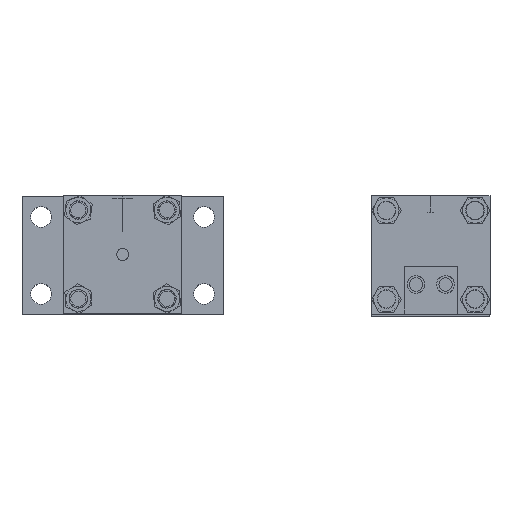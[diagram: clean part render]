
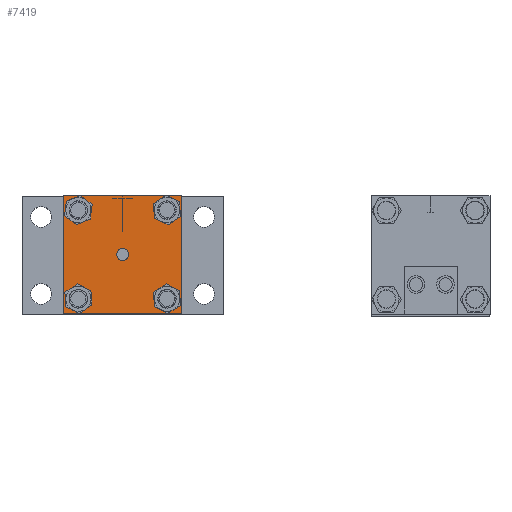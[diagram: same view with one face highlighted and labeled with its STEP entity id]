
A CAD part, top view. The second image highlights one B-rep face of the part: STEP entity #7419.
In plain terms, the highlighted planar face has unit normal (0, 0, 1).
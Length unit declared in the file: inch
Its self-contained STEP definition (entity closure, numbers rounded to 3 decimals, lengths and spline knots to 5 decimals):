
#2 = CARTESIAN_POINT ( 'NONE',  ( 4.77646, 9.26306, 0.5 ) ) ;
#60 = EDGE_CURVE ( 'NONE', #10735, #8766, #4323, .T. ) ;
#109 = CARTESIAN_POINT ( 'NONE',  ( 4.77646, 7.39306, 0.5 ) ) ;
#193 = EDGE_CURVE ( 'NONE', #10735, #1431, #5899, .T. ) ;
#266 = VERTEX_POINT ( 'NONE', #2 ) ;
#362 = FACE_BOUND ( 'NONE', #2093, .T. ) ;
#455 = PLANE ( 'NONE',  #9741 ) ;
#562 = EDGE_LOOP ( 'NONE', ( #7957, #8410 ) ) ;
#573 = VECTOR ( 'NONE', #7812, 39.37008 ) ;
#575 = DIRECTION ( 'NONE',  ( 1., 0., 0. ) ) ;
#595 = ORIENTED_EDGE ( 'NONE', *, *, #60, .T. ) ;
#740 = CIRCLE ( 'NONE', #1947, 0.188 ) ;
#943 = CARTESIAN_POINT ( 'NONE',  ( 6.83446, 7.39306, 0.5 ) ) ;
#1001 = VERTEX_POINT ( 'NONE', #109 ) ;
#1127 = DIRECTION ( 'NONE',  ( 1., 0., 0. ) ) ;
#1259 = DIRECTION ( 'NONE',  ( 1., 0., 0. ) ) ;
#1295 = FACE_BOUND ( 'NONE', #10928, .T. ) ;
#1341 = VERTEX_POINT ( 'NONE', #11740 ) ;
#1343 = CARTESIAN_POINT ( 'NONE',  ( 4.96446, 7.39306, 0.5 ) ) ;
#1431 = VERTEX_POINT ( 'NONE', #11169 ) ;
#1494 = DIRECTION ( 'NONE',  ( 1., 0., 0. ) ) ;
#1679 = VECTOR ( 'NONE', #12732, 39.37008 ) ;
#1685 = ORIENTED_EDGE ( 'NONE', *, *, #6269, .F. ) ;
#1694 = AXIS2_PLACEMENT_3D ( 'NONE', #7713, #12702, #1736 ) ;
#1729 = EDGE_CURVE ( 'NONE', #3718, #6705, #8070, .T. ) ;
#1736 = DIRECTION ( 'NONE',  ( 1., 0., 0. ) ) ;
#1752 = CARTESIAN_POINT ( 'NONE',  ( 5.15246, 7.39306, 0.5 ) ) ;
#1947 = AXIS2_PLACEMENT_3D ( 'NONE', #10370, #8377, #2376 ) ;
#2093 = EDGE_LOOP ( 'NONE', ( #10697, #1685 ) ) ;
#2189 = CIRCLE ( 'NONE', #5971, 0.188 ) ;
#2260 = DIRECTION ( 'NONE',  ( 0., 0., 1. ) ) ;
#2362 = VERTEX_POINT ( 'NONE', #1752 ) ;
#2376 = DIRECTION ( 'NONE',  ( 1., 0., 0. ) ) ;
#2493 = CIRCLE ( 'NONE', #1694, 0.188 ) ;
#2733 = AXIS2_PLACEMENT_3D ( 'NONE', #6580, #6533, #7510 ) ;
#2926 = LINE ( 'NONE', #9512, #6369 ) ;
#3017 = FACE_BOUND ( 'NONE', #8468, .T. ) ;
#3041 = EDGE_CURVE ( 'NONE', #5242, #8870, #4835, .T. ) ;
#3122 = ORIENTED_EDGE ( 'NONE', *, *, #9350, .F. ) ;
#3644 = CARTESIAN_POINT ( 'NONE',  ( 4.96446, 7.39306, 0.5 ) ) ;
#3690 = CARTESIAN_POINT ( 'NONE',  ( 4.64946, 5.57249, 0.5 ) ) ;
#3718 = VERTEX_POINT ( 'NONE', #11283 ) ;
#3766 = AXIS2_PLACEMENT_3D ( 'NONE', #6845, #10877, #9750 ) ;
#3848 = VECTOR ( 'NONE', #5555, 39.37008 ) ;
#4036 = ORIENTED_EDGE ( 'NONE', *, *, #11546, .F. ) ;
#4093 = DIRECTION ( 'NONE',  ( 0., 0., 1. ) ) ;
#4199 = CIRCLE ( 'NONE', #2733, 0.188 ) ;
#4323 = LINE ( 'NONE', #3690, #1679 ) ;
#4371 = EDGE_CURVE ( 'NONE', #1431, #1341, #2926, .T. ) ;
#4395 = EDGE_CURVE ( 'NONE', #6705, #3718, #740, .T. ) ;
#4438 = DIRECTION ( 'NONE',  ( 0., 0., 1. ) ) ;
#4441 = AXIS2_PLACEMENT_3D ( 'NONE', #3644, #4455, #1494 ) ;
#4455 = DIRECTION ( 'NONE',  ( 0., 0., 1. ) ) ;
#4664 = CIRCLE ( 'NONE', #9079, 0.188 ) ;
#4835 = CIRCLE ( 'NONE', #7071, 0.12655 ) ;
#4984 = EDGE_LOOP ( 'NONE', ( #11416, #595, #5694, #8031 ) ) ;
#4987 = CARTESIAN_POINT ( 'NONE',  ( 7.02246, 9.26306, 0.5 ) ) ;
#5003 = ORIENTED_EDGE ( 'NONE', *, *, #10167, .F. ) ;
#5242 = VERTEX_POINT ( 'NONE', #7311 ) ;
#5271 = DIRECTION ( 'NONE',  ( 0., 0., 1. ) ) ;
#5275 = CARTESIAN_POINT ( 'NONE',  ( 6.83446, 9.26306, 0.5 ) ) ;
#5392 = DIRECTION ( 'NONE',  ( 0., -1., 0. ) ) ;
#5401 = EDGE_CURVE ( 'NONE', #8766, #1341, #11086, .T. ) ;
#5555 = DIRECTION ( 'NONE',  ( 1., 0., 0. ) ) ;
#5692 = FACE_BOUND ( 'NONE', #11680, .T. ) ;
#5694 = ORIENTED_EDGE ( 'NONE', *, *, #5401, .T. ) ;
#5793 = VERTEX_POINT ( 'NONE', #11144 ) ;
#5892 = DIRECTION ( 'NONE',  ( 1., 0., 0. ) ) ;
#5899 = LINE ( 'NONE', #9862, #573 ) ;
#5971 = AXIS2_PLACEMENT_3D ( 'NONE', #943, #4093, #12037 ) ;
#6073 = ORIENTED_EDGE ( 'NONE', *, *, #8273, .F. ) ;
#6269 = EDGE_CURVE ( 'NONE', #8870, #5242, #10267, .T. ) ;
#6369 = VECTOR ( 'NONE', #5392, 39.37008 ) ;
#6449 = CIRCLE ( 'NONE', #4441, 0.188 ) ;
#6457 = FACE_OUTER_BOUND ( 'NONE', #4984, .T. ) ;
#6533 = DIRECTION ( 'NONE',  ( 0., 0., 1. ) ) ;
#6570 = DIRECTION ( 'NONE',  ( 0., 0., 1. ) ) ;
#6580 = CARTESIAN_POINT ( 'NONE',  ( 4.96446, 9.26306, 0.5 ) ) ;
#6705 = VERTEX_POINT ( 'NONE', #4987 ) ;
#6756 = ORIENTED_EDGE ( 'NONE', *, *, #1729, .F. ) ;
#6845 = CARTESIAN_POINT ( 'NONE',  ( 5.89946, 8.32806, 0.5 ) ) ;
#6876 = CARTESIAN_POINT ( 'NONE',  ( 6.64646, 7.39306, 0.5 ) ) ;
#6897 = CARTESIAN_POINT ( 'NONE',  ( 5.89946, 8.32806, 0.5 ) ) ;
#7003 = ORIENTED_EDGE ( 'NONE', *, *, #4395, .F. ) ;
#7071 = AXIS2_PLACEMENT_3D ( 'NONE', #6897, #9921, #5892 ) ;
#7116 = CARTESIAN_POINT ( 'NONE',  ( 6.83446, 7.39306, 0.5 ) ) ;
#7311 = CARTESIAN_POINT ( 'NONE',  ( 5.77291, 8.32806, 0.5 ) ) ;
#7419 = ADVANCED_FACE ( 'NONE', ( #11040, #1295, #5692, #3017, #6457, #362 ), #455, .T. ) ;
#7510 = DIRECTION ( 'NONE',  ( 1., 0., 0. ) ) ;
#7549 = AXIS2_PLACEMENT_3D ( 'NONE', #5275, #4438, #1259 ) ;
#7713 = CARTESIAN_POINT ( 'NONE',  ( 4.96446, 9.26306, 0.5 ) ) ;
#7812 = DIRECTION ( 'NONE',  ( 1., 0., 0. ) ) ;
#7957 = ORIENTED_EDGE ( 'NONE', *, *, #9835, .F. ) ;
#8031 = ORIENTED_EDGE ( 'NONE', *, *, #4371, .F. ) ;
#8070 = CIRCLE ( 'NONE', #7549, 0.188 ) ;
#8273 = EDGE_CURVE ( 'NONE', #1001, #2362, #6449, .T. ) ;
#8354 = DIRECTION ( 'NONE',  ( 1., 0., 0. ) ) ;
#8377 = DIRECTION ( 'NONE',  ( 0., 0., 1. ) ) ;
#8404 = CARTESIAN_POINT ( 'NONE',  ( 5.89946, 7.07806, 0.5 ) ) ;
#8410 = ORIENTED_EDGE ( 'NONE', *, *, #11262, .F. ) ;
#8468 = EDGE_LOOP ( 'NONE', ( #3122, #6073 ) ) ;
#8700 = AXIS2_PLACEMENT_3D ( 'NONE', #1343, #2260, #8354 ) ;
#8766 = VERTEX_POINT ( 'NONE', #12429 ) ;
#8870 = VERTEX_POINT ( 'NONE', #10801 ) ;
#9079 = AXIS2_PLACEMENT_3D ( 'NONE', #7116, #5271, #1127 ) ;
#9096 = CIRCLE ( 'NONE', #8700, 0.188 ) ;
#9282 = CARTESIAN_POINT ( 'NONE',  ( 4.64946, 9.57806, 0.5 ) ) ;
#9350 = EDGE_CURVE ( 'NONE', #2362, #1001, #9096, .T. ) ;
#9512 = CARTESIAN_POINT ( 'NONE',  ( 7.14946, 5.57249, 0.5 ) ) ;
#9741 = AXIS2_PLACEMENT_3D ( 'NONE', #12609, #6570, #575 ) ;
#9750 = DIRECTION ( 'NONE',  ( 1., 0., 0. ) ) ;
#9835 = EDGE_CURVE ( 'NONE', #5793, #12522, #2189, .T. ) ;
#9862 = CARTESIAN_POINT ( 'NONE',  ( 5.89946, 9.57806, 0.5 ) ) ;
#9921 = DIRECTION ( 'NONE',  ( 0., 0., 1. ) ) ;
#9932 = CARTESIAN_POINT ( 'NONE',  ( 5.15246, 9.26306, 0.5 ) ) ;
#10167 = EDGE_CURVE ( 'NONE', #266, #11136, #4199, .T. ) ;
#10267 = CIRCLE ( 'NONE', #3766, 0.12655 ) ;
#10370 = CARTESIAN_POINT ( 'NONE',  ( 6.83446, 9.26306, 0.5 ) ) ;
#10697 = ORIENTED_EDGE ( 'NONE', *, *, #3041, .F. ) ;
#10735 = VERTEX_POINT ( 'NONE', #9282 ) ;
#10801 = CARTESIAN_POINT ( 'NONE',  ( 6.02601, 8.32806, 0.5 ) ) ;
#10877 = DIRECTION ( 'NONE',  ( 0., 0., 1. ) ) ;
#10928 = EDGE_LOOP ( 'NONE', ( #7003, #6756 ) ) ;
#11040 = FACE_BOUND ( 'NONE', #562, .T. ) ;
#11086 = LINE ( 'NONE', #8404, #3848 ) ;
#11136 = VERTEX_POINT ( 'NONE', #9932 ) ;
#11144 = CARTESIAN_POINT ( 'NONE',  ( 7.02246, 7.39306, 0.5 ) ) ;
#11169 = CARTESIAN_POINT ( 'NONE',  ( 7.14946, 9.57806, 0.5 ) ) ;
#11262 = EDGE_CURVE ( 'NONE', #12522, #5793, #4664, .T. ) ;
#11283 = CARTESIAN_POINT ( 'NONE',  ( 6.64646, 9.26306, 0.5 ) ) ;
#11416 = ORIENTED_EDGE ( 'NONE', *, *, #193, .F. ) ;
#11546 = EDGE_CURVE ( 'NONE', #11136, #266, #2493, .T. ) ;
#11680 = EDGE_LOOP ( 'NONE', ( #4036, #5003 ) ) ;
#11740 = CARTESIAN_POINT ( 'NONE',  ( 7.14946, 7.07806, 0.5 ) ) ;
#12037 = DIRECTION ( 'NONE',  ( 1., 0., 0. ) ) ;
#12429 = CARTESIAN_POINT ( 'NONE',  ( 4.64946, 7.07806, 0.5 ) ) ;
#12522 = VERTEX_POINT ( 'NONE', #6876 ) ;
#12609 = CARTESIAN_POINT ( 'NONE',  ( 5.89946, 5.57249, 0.5 ) ) ;
#12702 = DIRECTION ( 'NONE',  ( 0., 0., 1. ) ) ;
#12732 = DIRECTION ( 'NONE',  ( 0., -1., 0. ) ) ;
